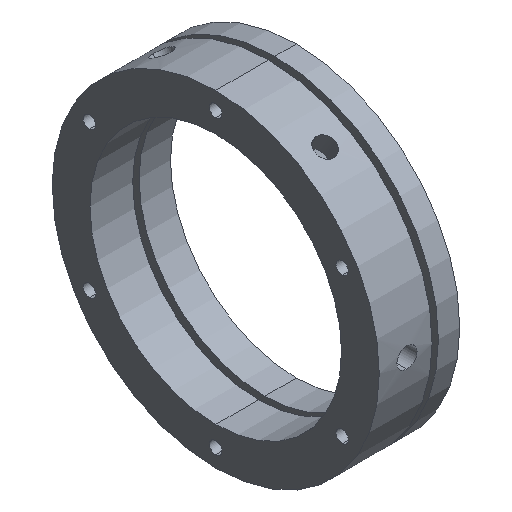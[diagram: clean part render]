
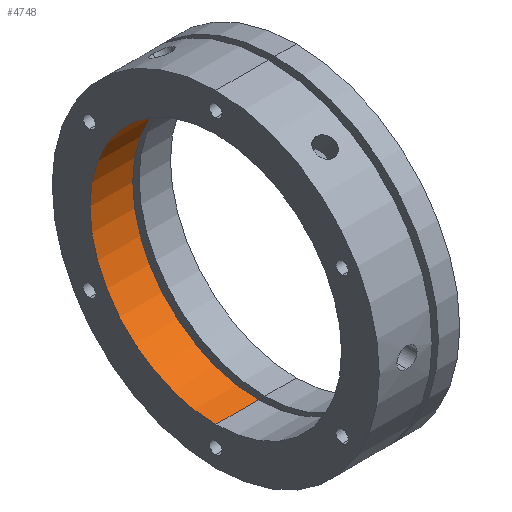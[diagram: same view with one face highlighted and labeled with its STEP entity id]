
A CAD part, isometric view. The second image highlights one B-rep face of the part: STEP entity #4748.
In plain terms, the highlighted cylindrical face has radius 50 mm (diameter 100 mm), a partial arc.
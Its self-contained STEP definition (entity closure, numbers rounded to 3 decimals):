
#244 = VERTEX_POINT ( 'NONE', #4410 ) ;
#267 = VERTEX_POINT ( 'NONE', #4432 ) ;
#287 = VERTEX_POINT ( 'NONE', #4445 ) ;
#290 = VERTEX_POINT ( 'NONE', #4446 ) ;
#318 = CIRCLE ( 'NONE', #4103, 50. ) ;
#462 = EDGE_CURVE ( 'NONE', #287, #290, #2885, .T. ) ;
#590 = EDGE_CURVE ( 'NONE', #267, #244, #318, .T. ) ;
#795 = CARTESIAN_POINT ( 'NONE',  ( 17., 0., 0. ) ) ;
#796 = DIRECTION ( 'NONE',  ( -1., 0., 0. ) ) ;
#797 = DIRECTION ( 'NONE',  ( 0., 0., -1. ) ) ;
#1219 = CARTESIAN_POINT ( 'NONE',  ( 0., 0., 0. ) ) ;
#1220 = DIRECTION ( 'NONE',  ( 1., 0., 0. ) ) ;
#1221 = DIRECTION ( 'NONE',  ( 0., 0., -1. ) ) ;
#1344 = CARTESIAN_POINT ( 'NONE',  ( 16., 0., 50. ) ) ;
#1345 = DIRECTION ( 'NONE',  ( 1., 0., 0. ) ) ;
#1349 = DIRECTION ( 'NONE',  ( 1., 0., 0. ) ) ;
#1353 = CARTESIAN_POINT ( 'NONE',  ( 16., 0., -50. ) ) ;
#2083 = DIRECTION ( 'NONE',  ( 0., 0., -1. ) ) ;
#2085 = DIRECTION ( 'NONE',  ( 1., 0., 0. ) ) ;
#2086 = CARTESIAN_POINT ( 'NONE',  ( 16., 0., 0. ) ) ;
#2518 = FACE_OUTER_BOUND ( 'NONE', #3435, .T. ) ;
#2526 = CYLINDRICAL_SURFACE ( 'NONE', #3799, 50. ) ;
#2885 = CIRCLE ( 'NONE', #4175, 50. ) ;
#3435 = EDGE_LOOP ( 'NONE', ( #3575, #3574, #3573, #3572 ) ) ;
#3503 = VECTOR ( 'NONE', #1349, 1000. ) ;
#3506 = LINE ( 'NONE', #1353, #3503 ) ;
#3507 = VECTOR ( 'NONE', #1345, 1000. ) ;
#3508 = LINE ( 'NONE', #1344, #3507 ) ;
#3572 = ORIENTED_EDGE ( 'NONE', *, *, #462, .F. ) ;
#3573 = ORIENTED_EDGE ( 'NONE', *, *, #4241, .T. ) ;
#3574 = ORIENTED_EDGE ( 'NONE', *, *, #590, .F. ) ;
#3575 = ORIENTED_EDGE ( 'NONE', *, *, #4239, .F. ) ;
#3799 = AXIS2_PLACEMENT_3D ( 'NONE', #2086, #2085, #2083 ) ;
#4103 = AXIS2_PLACEMENT_3D ( 'NONE', #1219, #1220, #1221 ) ;
#4175 = AXIS2_PLACEMENT_3D ( 'NONE', #795, #796, #797 ) ;
#4239 = EDGE_CURVE ( 'NONE', #244, #287, #3508, .T. ) ;
#4241 = EDGE_CURVE ( 'NONE', #267, #290, #3506, .T. ) ;
#4410 = CARTESIAN_POINT ( 'NONE',  ( 0., 0., 50. ) ) ;
#4432 = CARTESIAN_POINT ( 'NONE',  ( 0., 0., -50. ) ) ;
#4445 = CARTESIAN_POINT ( 'NONE',  ( 17., 0., 50. ) ) ;
#4446 = CARTESIAN_POINT ( 'NONE',  ( 17., 0., -50. ) ) ;
#4748 = ADVANCED_FACE ( 'NONE', ( #2518 ), #2526, .F. ) ;
